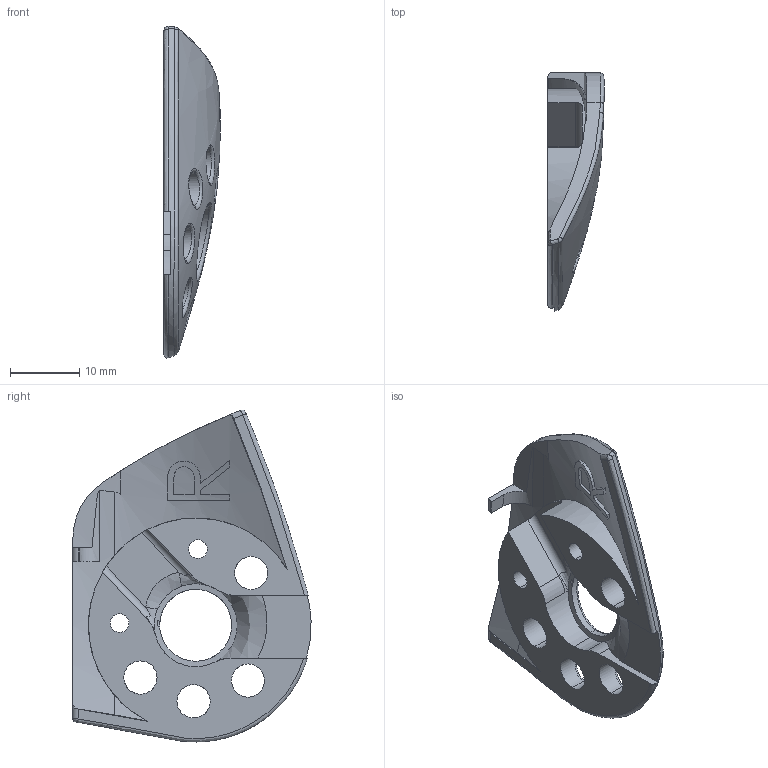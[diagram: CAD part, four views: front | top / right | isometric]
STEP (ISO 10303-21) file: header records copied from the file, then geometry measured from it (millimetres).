
FILE_DESCRIPTION (( 'STEP AP203' ), '1' );
FILE_NAME ('2015-09-25_Unterschenkel_Knoecheldeckel_R.STEP', '2015-09-25T11:14:27', ( 'Anwender' ), ( '' ), 'SwSTEP 2.0', 'SolidWorks 2014', '' );
FILE_SCHEMA (( 'CONFIG_CONTROL_DESIGN' ));
Length unit declared in the file: millimetre
Products named in the file (1): 2015-09-25_Unterschenkel_Knoecheldeckel_R
Bounding box: 8.17 x 34.42 x 47.98 mm (x, y, z)
Volume: 3426.1 mm3; surface area: 3425.9 mm2
Topology: 1 solids, 1 shells, 124 faces, 335 edges, 218 vertices
Faces by surface type: bspline 56, cylinder 37, plane 30, torus 1
Entity records: 11283 total; most frequent: CARTESIAN_POINT 8579, ORIENTED_EDGE 670, DIRECTION 355, EDGE_CURVE 335, VERTEX_POINT 218, B_SPLINE_CURVE_WITH_KNOTS 189, EDGE_LOOP 143, AXIS2_PLACEMENT_3D 140
